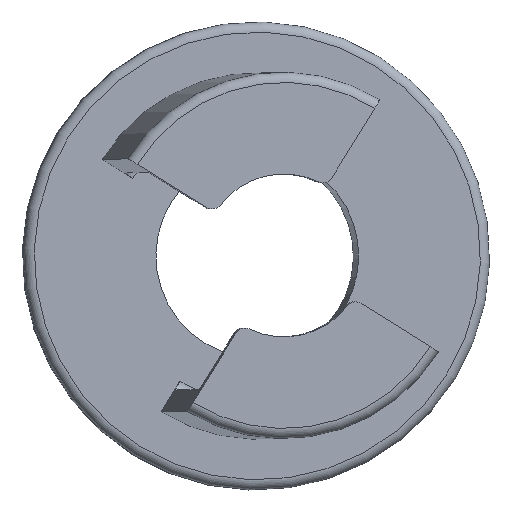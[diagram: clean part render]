
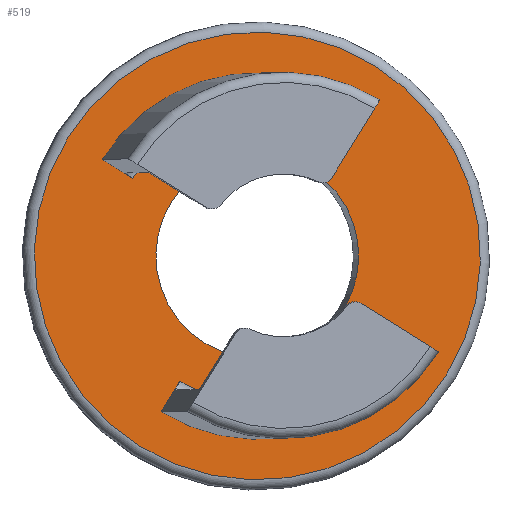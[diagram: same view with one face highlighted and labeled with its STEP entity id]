
A CAD part, top view. The second image highlights one B-rep face of the part: STEP entity #519.
In plain terms, the highlighted planar face has unit normal (0.087, 0, 0.996).
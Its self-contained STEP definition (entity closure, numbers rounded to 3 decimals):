
#78=PLANE('',#567);
#87=CIRCLE('',#541,9.);
#100=CIRCLE('',#560,5.);
#105=CIRCLE('',#568,7.25);
#106=CIRCLE('',#569,9.);
#107=CIRCLE('',#570,7.25);
#108=CIRCLE('',#571,11.);
#129=VERTEX_POINT('',#766);
#130=VERTEX_POINT('',#767);
#147=VERTEX_POINT('',#813);
#153=VERTEX_POINT('',#829);
#154=VERTEX_POINT('',#830);
#155=VERTEX_POINT('',#832);
#156=VERTEX_POINT('',#834);
#157=VERTEX_POINT('',#837);
#158=VERTEX_POINT('',#838);
#159=VERTEX_POINT('',#842);
#186=VECTOR('',#678,1.);
#187=VECTOR('',#681,1.);
#188=VECTOR('',#684,1.);
#189=VECTOR('',#685,1.);
#216=LINE('',#831,#186);
#217=LINE('',#835,#187);
#218=LINE('',#839,#188);
#219=LINE('',#840,#189);
#236=EDGE_CURVE('',#129,#130,#87,.T.);
#260=EDGE_CURVE('',#147,#147,#100,.T.);
#267=EDGE_CURVE('',#153,#154,#105,.T.);
#268=EDGE_CURVE('',#154,#155,#216,.T.);
#269=EDGE_CURVE('',#156,#155,#106,.T.);
#270=EDGE_CURVE('',#153,#156,#217,.T.);
#271=EDGE_CURVE('',#157,#158,#107,.T.);
#272=EDGE_CURVE('',#130,#158,#218,.T.);
#273=EDGE_CURVE('',#129,#157,#219,.T.);
#274=EDGE_CURVE('',#159,#159,#108,.T.);
#346=ORIENTED_EDGE('',*,*,#267,.T.);
#347=ORIENTED_EDGE('',*,*,#268,.T.);
#348=ORIENTED_EDGE('',*,*,#269,.F.);
#349=ORIENTED_EDGE('',*,*,#270,.F.);
#350=ORIENTED_EDGE('',*,*,#271,.T.);
#351=ORIENTED_EDGE('',*,*,#272,.F.);
#352=ORIENTED_EDGE('',*,*,#236,.F.);
#353=ORIENTED_EDGE('',*,*,#273,.T.);
#354=ORIENTED_EDGE('',*,*,#260,.F.);
#355=ORIENTED_EDGE('',*,*,#274,.T.);
#456=EDGE_LOOP('',(#346,#347,#348,#349));
#457=EDGE_LOOP('',(#350,#351,#352,#353));
#458=EDGE_LOOP('',(#354));
#459=EDGE_LOOP('',(#355));
#488=FACE_BOUND('',#456,.T.);
#489=FACE_BOUND('',#457,.T.);
#490=FACE_BOUND('',#458,.T.);
#491=FACE_BOUND('',#459,.T.);
#519=ADVANCED_FACE('',(#488,#489,#490,#491),#78,.F.);
#541=AXIS2_PLACEMENT_3D('',#765,#615,#616);
#560=AXIS2_PLACEMENT_3D('',#815,#661,#662);
#567=AXIS2_PLACEMENT_3D('',#827,#675,$);
#568=AXIS2_PLACEMENT_3D('',#828,#676,#677);
#569=AXIS2_PLACEMENT_3D('',#833,#679,#680);
#570=AXIS2_PLACEMENT_3D('',#836,#682,#683);
#571=AXIS2_PLACEMENT_3D('',#841,#686,#687);
#615=DIRECTION('',(0.087,0.,0.996));
#616=DIRECTION('',(7.62,-4.743,-0.667));
#661=DIRECTION('',(0.087,0.,0.996));
#662=DIRECTION('',(4.233,-2.635,-0.37));
#675=DIRECTION('',(-0.087,0.,-0.996));
#676=DIRECTION('',(0.087,0.,0.996));
#677=DIRECTION('',(-6.138,3.821,0.537));
#678=DIRECTION('',(-0.847,0.527,0.074));
#679=DIRECTION('',(0.087,0.,0.996));
#680=DIRECTION('',(7.62,-4.743,-0.667));
#681=DIRECTION('',(0.525,0.85,-0.046));
#682=DIRECTION('',(0.087,0.,0.996));
#683=DIRECTION('',(-6.138,3.821,0.537));
#684=DIRECTION('',(-0.847,0.527,0.074));
#685=DIRECTION('',(0.525,0.85,-0.046));
#686=DIRECTION('',(0.087,0.,0.996));
#687=DIRECTION('',(-9.313,5.797,0.815));
#765=CARTESIAN_POINT('',(3.112,2.228,-4.37));
#766=CARTESIAN_POINT('',(-1.613,-5.421,-3.957));
#767=CARTESIAN_POINT('',(10.731,-2.515,-5.037));
#813=CARTESIAN_POINT('',(7.345,-0.407,-4.741));
#815=CARTESIAN_POINT('',(3.112,2.228,-4.37));
#827=CARTESIAN_POINT('',(-6.624,8.289,-3.518));
#828=CARTESIAN_POINT('',(3.112,2.228,-4.37));
#829=CARTESIAN_POINT('',(6.918,8.389,-4.703));
#830=CARTESIAN_POINT('',(-3.026,6.049,-3.833));
#831=CARTESIAN_POINT('',(-3.026,6.049,-3.833));
#832=CARTESIAN_POINT('',(-4.508,6.971,-3.704));
#833=CARTESIAN_POINT('',(3.112,2.228,-4.37));
#834=CARTESIAN_POINT('',(7.837,9.876,-4.784));
#835=CARTESIAN_POINT('',(6.918,8.389,-4.703));
#836=CARTESIAN_POINT('',(3.112,2.228,-4.37));
#837=CARTESIAN_POINT('',(-0.695,-3.933,-4.037));
#838=CARTESIAN_POINT('',(9.25,-1.593,-4.907));
#839=CARTESIAN_POINT('',(10.731,-2.515,-5.037));
#840=CARTESIAN_POINT('',(-1.613,-5.421,-3.957));
#841=CARTESIAN_POINT('',(3.112,2.228,-4.37));
#842=CARTESIAN_POINT('',(-6.201,8.025,-3.555));
